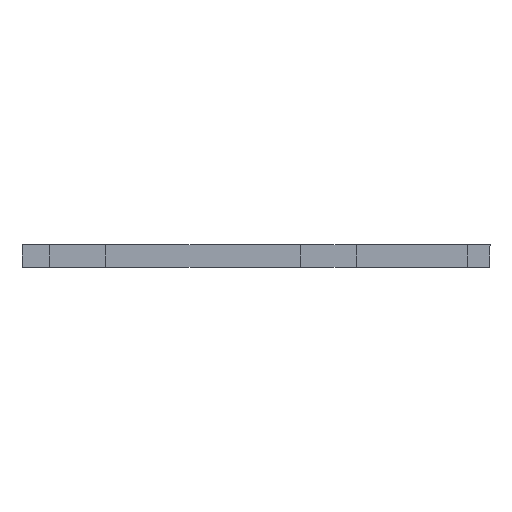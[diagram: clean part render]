
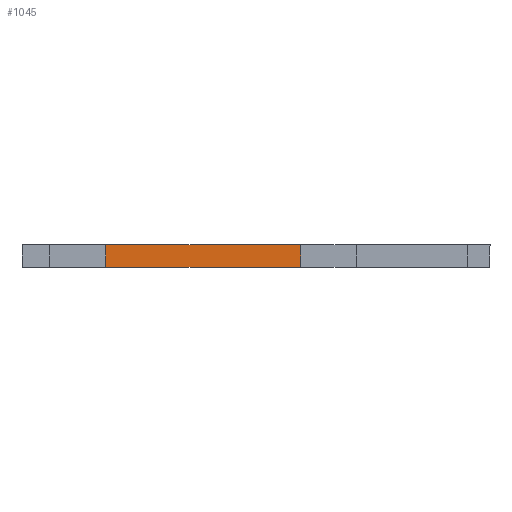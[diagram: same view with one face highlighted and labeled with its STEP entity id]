
A CAD part, left-side view. The second image highlights one B-rep face of the part: STEP entity #1045.
In plain terms, the highlighted planar face has unit normal (-1, 0, 0).
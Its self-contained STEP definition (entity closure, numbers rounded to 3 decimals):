
#39=FACE_OUTER_BOUND('',#91,.T.);
#91=EDGE_LOOP('',(#857,#858,#859,#860));
#163=LINE('',#1487,#313);
#228=LINE('',#1617,#378);
#241=LINE('',#1641,#391);
#244=LINE('',#1646,#394);
#313=VECTOR('',#1213,10.);
#378=VECTOR('',#1280,10.);
#391=VECTOR('',#1309,10.);
#394=VECTOR('',#1316,10.);
#450=VERTEX_POINT('',#1484);
#451=VERTEX_POINT('',#1486);
#514=VERTEX_POINT('',#1614);
#515=VERTEX_POINT('',#1616);
#563=EDGE_CURVE('',#450,#451,#163,.T.);
#628=EDGE_CURVE('',#515,#514,#228,.T.);
#641=EDGE_CURVE('',#515,#450,#241,.T.);
#644=EDGE_CURVE('',#514,#451,#244,.T.);
#857=ORIENTED_EDGE('',*,*,#628,.T.);
#858=ORIENTED_EDGE('',*,*,#644,.T.);
#859=ORIENTED_EDGE('',*,*,#563,.F.);
#860=ORIENTED_EDGE('',*,*,#641,.F.);
#993=PLANE('',#1111);
#1045=ADVANCED_FACE('',(#39),#993,.T.);
#1111=AXIS2_PLACEMENT_3D('',#1645,#1314,#1315);
#1213=DIRECTION('',(0.,-1.,0.));
#1280=DIRECTION('',(0.,-1.,0.));
#1309=DIRECTION('',(0.,0.,1.));
#1314=DIRECTION('center_axis',(-1.,0.,0.));
#1315=DIRECTION('ref_axis',(0.,-1.,0.));
#1316=DIRECTION('',(0.,0.,1.));
#1484=CARTESIAN_POINT('',(-223.,-15.,-67.5));
#1486=CARTESIAN_POINT('',(-223.,-50.,-67.5));
#1487=CARTESIAN_POINT('',(-223.,-15.,-67.5));
#1614=CARTESIAN_POINT('',(-223.,-50.,-71.5));
#1616=CARTESIAN_POINT('',(-223.,-15.,-71.5));
#1617=CARTESIAN_POINT('',(-223.,-49.5,-71.5));
#1641=CARTESIAN_POINT('',(-223.,-15.,-70.));
#1645=CARTESIAN_POINT('Origin',(-223.,-15.,-70.));
#1646=CARTESIAN_POINT('',(-223.,-50.,-70.));
